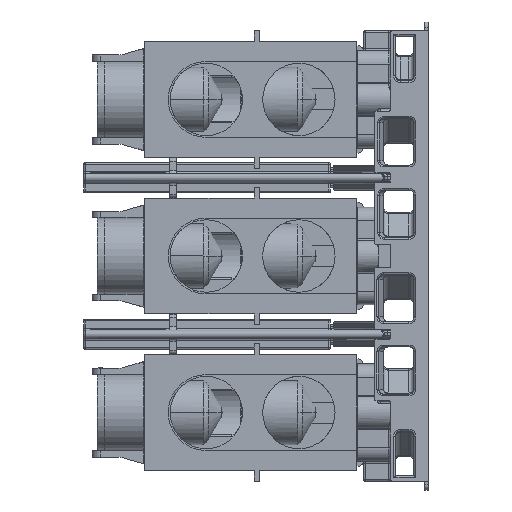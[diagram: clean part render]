
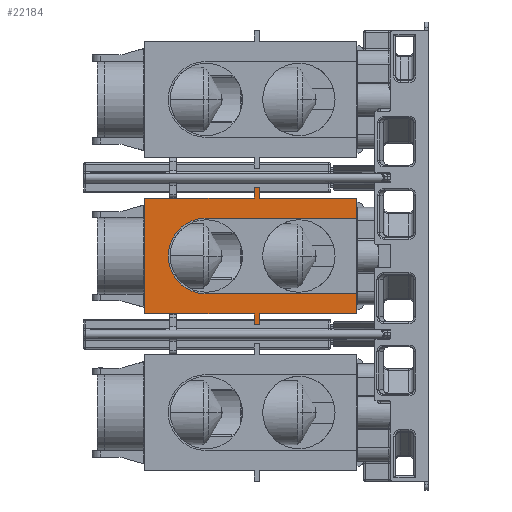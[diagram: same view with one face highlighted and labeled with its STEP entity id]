
A CAD part, left-side view. The second image highlights one B-rep face of the part: STEP entity #22184.
In plain terms, the highlighted planar face has unit normal (-1, 0, 0).
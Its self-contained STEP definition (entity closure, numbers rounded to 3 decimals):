
#14369=DIRECTION('',(0.,-1.,0.));
#14370=VECTOR('',#14369,32.45);
#14371=CARTESIAN_POINT('',(-165.95,51.25,-63.75));
#14372=LINE('',#14371,#14370);
#14373=DIRECTION('',(0.,-1.,0.));
#14374=VECTOR('',#14373,29.05);
#14375=CARTESIAN_POINT('',(-165.95,17.3,-63.75));
#14376=LINE('',#14375,#14374);
#15634=DIRECTION('',(0.,0.,-1.));
#15635=VECTOR('',#15634,5.95);
#15636=CARTESIAN_POINT('',(-165.95,-11.75,-57.8));
#15637=LINE('',#15636,#15635);
#15638=DIRECTION('',(0.,-1.,0.));
#15639=VECTOR('',#15638,32.45);
#15640=CARTESIAN_POINT('',(-165.95,51.25,-29.35));
#15641=LINE('',#15640,#15639);
#15642=DIRECTION('',(0.,-1.,0.));
#15643=VECTOR('',#15642,29.05);
#15644=CARTESIAN_POINT('',(-165.95,17.3,-29.35));
#15645=LINE('',#15644,#15643);
#15646=DIRECTION('',(0.,0.,-1.));
#15647=VECTOR('',#15646,5.95);
#15648=CARTESIAN_POINT('',(-165.95,-11.75,-29.35));
#15649=LINE('',#15648,#15647);
#15650=CARTESIAN_POINT('',(-165.95,33.05,-46.55));
#15651=DIRECTION('',(-1.,0.,0.));
#15652=DIRECTION('',(0.,0.,1.));
#15653=AXIS2_PLACEMENT_3D('',#15650,#15651,#15652);
#15655=DIRECTION('',(0.,-1.,0.));
#15656=VECTOR('',#15655,44.8);
#15657=CARTESIAN_POINT('',(-165.95,33.05,-57.8));
#15658=LINE('',#15657,#15656);
#15673=DIRECTION('',(0.,0.,1.));
#15674=VECTOR('',#15673,3.25);
#15675=CARTESIAN_POINT('',(-165.95,17.3,-67.));
#15676=LINE('',#15675,#15674);
#15711=DIRECTION('',(0.,0.,-1.));
#15712=VECTOR('',#15711,3.25);
#15713=CARTESIAN_POINT('',(-165.95,18.8,-63.75));
#15714=LINE('',#15713,#15712);
#15719=DIRECTION('',(0.,-1.,0.));
#15720=VECTOR('',#15719,1.5);
#15721=CARTESIAN_POINT('',(-165.95,18.8,-67.));
#15722=LINE('',#15721,#15720);
#15735=DIRECTION('',(0.,0.,-1.));
#15736=VECTOR('',#15735,34.4);
#15737=CARTESIAN_POINT('',(-165.95,51.25,-29.35));
#15738=LINE('',#15737,#15736);
#18814=DIRECTION('',(0.,0.,-1.));
#18815=VECTOR('',#18814,3.25);
#18816=CARTESIAN_POINT('',(-165.95,18.8,-26.1));
#18817=LINE('',#18816,#18815);
#18836=DIRECTION('',(0.,1.,0.));
#18837=VECTOR('',#18836,1.5);
#18838=CARTESIAN_POINT('',(-165.95,17.3,-26.1));
#18839=LINE('',#18838,#18837);
#18848=DIRECTION('',(0.,0.,1.));
#18849=VECTOR('',#18848,3.25);
#18850=CARTESIAN_POINT('',(-165.95,17.3,-29.35));
#18851=LINE('',#18850,#18849);
#18886=DIRECTION('',(0.,-1.,0.));
#18887=VECTOR('',#18886,44.8);
#18888=CARTESIAN_POINT('',(-165.95,33.05,-35.3));
#18889=LINE('',#18888,#18887);
#19693=CARTESIAN_POINT('',(-165.95,-11.75,-29.35));
#19695=VERTEX_POINT('',#19693);
#19697=CARTESIAN_POINT('',(-165.95,17.3,-29.35));
#19698=VERTEX_POINT('',#19697);
#19703=CARTESIAN_POINT('',(-165.95,51.25,-29.35));
#19704=CARTESIAN_POINT('',(-165.95,18.8,-29.35));
#19705=VERTEX_POINT('',#19703);
#19706=VERTEX_POINT('',#19704);
#19765=CARTESIAN_POINT('',(-165.95,-11.75,-57.8));
#19766=CARTESIAN_POINT('',(-165.95,-11.75,-63.75));
#19767=VERTEX_POINT('',#19765);
#19768=VERTEX_POINT('',#19766);
#19769=CARTESIAN_POINT('',(-165.95,18.8,-67.));
#19770=CARTESIAN_POINT('',(-165.95,17.3,-67.));
#19771=VERTEX_POINT('',#19769);
#19772=VERTEX_POINT('',#19770);
#19773=CARTESIAN_POINT('',(-165.95,51.25,-63.75));
#19774=VERTEX_POINT('',#19773);
#19775=CARTESIAN_POINT('',(-165.95,-11.75,-35.3));
#19776=VERTEX_POINT('',#19775);
#19777=CARTESIAN_POINT('',(-165.95,33.05,-35.3));
#19778=VERTEX_POINT('',#19777);
#19779=CARTESIAN_POINT('',(-165.95,33.05,-57.8));
#19780=VERTEX_POINT('',#19779);
#19801=CARTESIAN_POINT('',(-165.95,18.8,-63.75));
#19802=VERTEX_POINT('',#19801);
#19807=CARTESIAN_POINT('',(-165.95,17.3,-63.75));
#19808=VERTEX_POINT('',#19807);
#20279=CARTESIAN_POINT('',(-165.95,18.8,-26.1));
#20280=VERTEX_POINT('',#20279);
#20301=CARTESIAN_POINT('',(-165.95,17.3,-26.1));
#20302=VERTEX_POINT('',#20301);
#22151=CARTESIAN_POINT('',(-165.95,19.75,-46.55));
#22152=DIRECTION('',(1.,0.,0.));
#22153=DIRECTION('',(0.,-1.,0.));
#22154=AXIS2_PLACEMENT_3D('',#22151,#22152,#22153);
#22155=PLANE('',#22154);
#22156=ORIENTED_EDGE('',*,*,#20574,.T.);
#22157=ORIENTED_EDGE('',*,*,#20548,.F.);
#22159=ORIENTED_EDGE('',*,*,#22158,.F.);
#22161=ORIENTED_EDGE('',*,*,#22160,.F.);
#22163=ORIENTED_EDGE('',*,*,#22162,.F.);
#22164=ORIENTED_EDGE('',*,*,#20540,.F.);
#22166=ORIENTED_EDGE('',*,*,#22165,.F.);
#22167=ORIENTED_EDGE('',*,*,#22102,.T.);
#22169=ORIENTED_EDGE('',*,*,#22168,.F.);
#22171=ORIENTED_EDGE('',*,*,#22170,.F.);
#22173=ORIENTED_EDGE('',*,*,#22172,.F.);
#22174=ORIENTED_EDGE('',*,*,#22094,.T.);
#22175=ORIENTED_EDGE('',*,*,#20582,.T.);
#22177=ORIENTED_EDGE('',*,*,#22176,.F.);
#22179=ORIENTED_EDGE('',*,*,#22178,.T.);
#22181=ORIENTED_EDGE('',*,*,#22180,.T.);
#22182=EDGE_LOOP('',(#22156,#22157,#22159,#22161,#22163,#22164,#22166,#22167,
#22169,#22171,#22173,#22174,#22175,#22177,#22179,#22181));
#22183=FACE_OUTER_BOUND('',#22182,.F.);
#15654=CIRCLE('',#15653,11.25);
#20540=EDGE_CURVE('',#19774,#19802,#14372,.T.);
#20548=EDGE_CURVE('',#19808,#19768,#14376,.T.);
#20574=EDGE_CURVE('',#19767,#19768,#15637,.T.);
#20582=EDGE_CURVE('',#19695,#19776,#15649,.T.);
#22094=EDGE_CURVE('',#19698,#19695,#15645,.T.);
#22102=EDGE_CURVE('',#19705,#19706,#15641,.T.);
#22158=EDGE_CURVE('',#19772,#19808,#15676,.T.);
#22160=EDGE_CURVE('',#19771,#19772,#15722,.T.);
#22162=EDGE_CURVE('',#19802,#19771,#15714,.T.);
#22165=EDGE_CURVE('',#19705,#19774,#15738,.T.);
#22168=EDGE_CURVE('',#20280,#19706,#18817,.T.);
#22170=EDGE_CURVE('',#20302,#20280,#18839,.T.);
#22172=EDGE_CURVE('',#19698,#20302,#18851,.T.);
#22176=EDGE_CURVE('',#19778,#19776,#18889,.T.);
#22178=EDGE_CURVE('',#19778,#19780,#15654,.T.);
#22180=EDGE_CURVE('',#19780,#19767,#15658,.T.);
#22184=ADVANCED_FACE('',(#22183),#22155,.F.);
